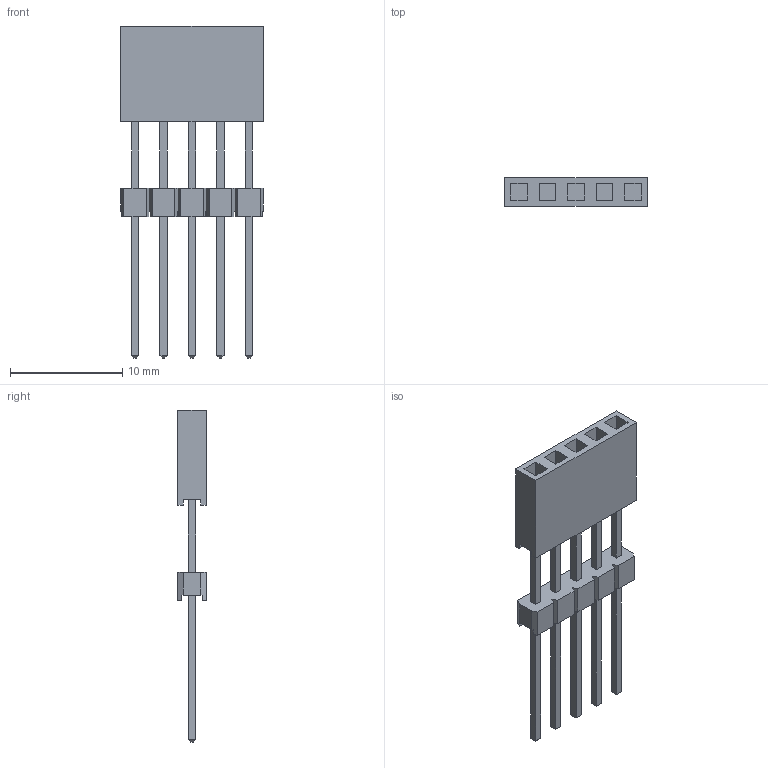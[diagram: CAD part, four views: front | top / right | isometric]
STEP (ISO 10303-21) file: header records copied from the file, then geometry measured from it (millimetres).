
FILE_DESCRIPTION(/* description */ (''),/* implementation_level */ '2;1');
FILE_NAME(/* name */ '2.54_5P_STACKABLE_HDR.step',/* time_stamp */ '2023-10-03T10:22:46-04:00',/* author */ (''),/* organization */ (''),/* preprocessor_version */ 'ST-DEVELOPER v20',/* originating_system */ 'Autodesk Translation Framework v12.14.0.127',/* authorisation */ '');
FILE_SCHEMA (('AUTOMOTIVE_DESIGN { 1 0 10303 214 3 1 1 }'));
Length unit declared in the file: millimetre
Products named in the file (2): AJ's Pin Header Models; 2.54 Extra Long Stackable 5p
Assembly tree (1 placements, depth 2):
  AJ's Pin Header Models
    2.54 Extra Long Stackable 5p
Bounding box: 12.7 x 2.54 x 29.64 mm (x, y, z)
Volume: 302.6 mm3; surface area: 919.6 mm2
Topology: 1 solids, 1 shells, 182 faces, 484 edges, 316 vertices
Faces by surface type: plane 182
Entity records: 5656 total; most frequent: CARTESIAN_POINT 985, ORIENTED_EDGE 968, DIRECTION 854, LINE 484, VECTOR 484, EDGE_CURVE 484, VERTEX_POINT 316, EDGE_LOOP 202
